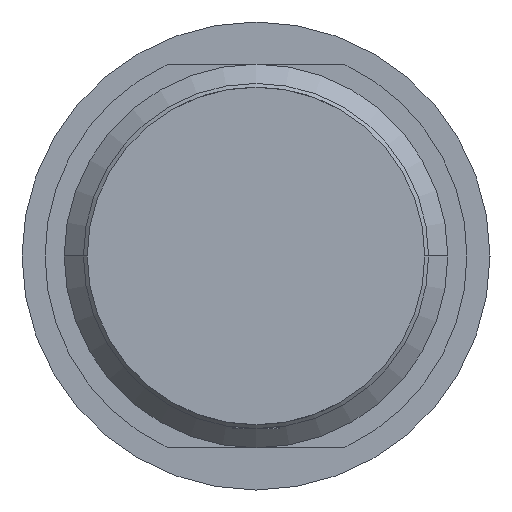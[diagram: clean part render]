
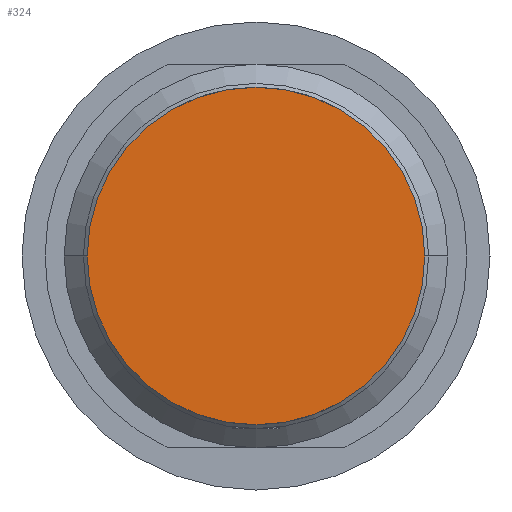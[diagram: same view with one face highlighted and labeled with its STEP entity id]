
A CAD part, front view. The second image highlights one B-rep face of the part: STEP entity #324.
In plain terms, the highlighted planar face has unit normal (0, -1, 0).
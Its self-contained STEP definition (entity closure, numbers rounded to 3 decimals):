
#55 = AXIS2_PLACEMENT_3D ( 'NONE', #3587, #249, #695 ) ;
#249 = DIRECTION ( 'NONE',  ( 0., 1., 0. ) ) ;
#324 = ADVANCED_FACE ( 'Defeature ausgef�hrt2_13', ( #1388 ), #2726, .F. ) ;
#695 = DIRECTION ( 'NONE',  ( 1., 0., 0. ) ) ;
#1039 = DIRECTION ( 'NONE',  ( 0., -1., 0. ) ) ;
#1388 = FACE_OUTER_BOUND ( 'NONE', #4761, .T. ) ;
#1530 = DIRECTION ( 'NONE',  ( -1., 0., 0. ) ) ;
#1551 = CARTESIAN_POINT ( 'NONE',  ( 0., 0., 0. ) ) ;
#1895 = DIRECTION ( 'NONE',  ( 0., -1., 0. ) ) ;
#2103 = CIRCLE ( 'NONE', #5188, 2.2 ) ;
#2216 = VERTEX_POINT ( 'NONE', #5513 ) ;
#2391 = DIRECTION ( 'NONE',  ( -1., 0., 0. ) ) ;
#2726 = PLANE ( 'NONE',  #55 ) ;
#2875 = ORIENTED_EDGE ( 'NONE', *, *, #3943, .T. ) ;
#3334 = CIRCLE ( 'NONE', #5667, 2.2 ) ;
#3351 = CARTESIAN_POINT ( 'NONE',  ( 0., 0., 0. ) ) ;
#3587 = CARTESIAN_POINT ( 'NONE',  ( 0., 0., -1.9 ) ) ;
#3598 = VERTEX_POINT ( 'NONE', #5146 ) ;
#3879 = ORIENTED_EDGE ( 'NONE', *, *, #4908, .T. ) ;
#3943 = EDGE_CURVE ( 'Defeature ausgef�hrt2_13+Defeature ausgef�hrt2_20+Defeature ausgef�hrt2_20+Defeature ausgef�hrt2_20', #2216, #3598, #2103, .T. ) ;
#4761 = EDGE_LOOP ( 'NONE', ( #2875, #3879 ) ) ;
#4908 = EDGE_CURVE ( 'Defeature ausgef�hrt2_13+Defeature ausgef�hrt2_20+Defeature ausgef�hrt2_20+Defeature ausgef�hrt2_20', #3598, #2216, #3334, .T. ) ;
#5146 = CARTESIAN_POINT ( 'NONE',  ( 2.2, 0., 0. ) ) ;
#5188 = AXIS2_PLACEMENT_3D ( 'NONE', #3351, #1895, #2391 ) ;
#5513 = CARTESIAN_POINT ( 'NONE',  ( -2.2, 0., 0. ) ) ;
#5667 = AXIS2_PLACEMENT_3D ( 'NONE', #1551, #1039, #1530 ) ;
